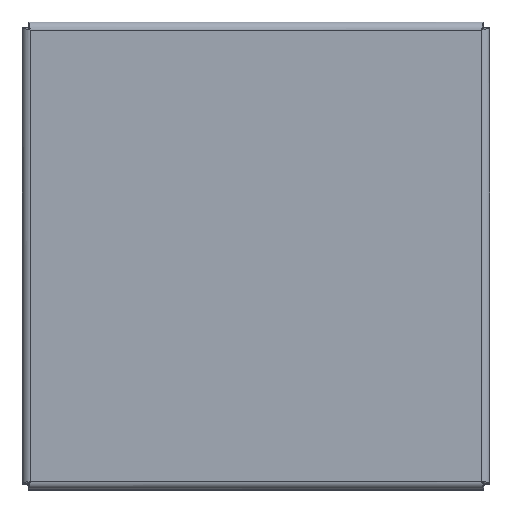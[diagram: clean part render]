
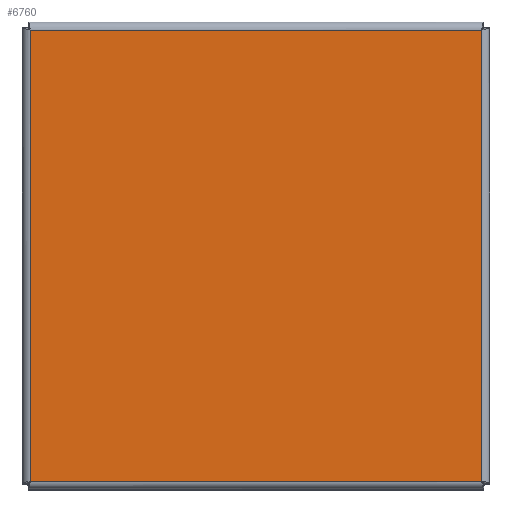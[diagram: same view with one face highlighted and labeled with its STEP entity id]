
A CAD part, top view. The second image highlights one B-rep face of the part: STEP entity #6760.
In plain terms, the highlighted planar face has unit normal (0, 0, 1).
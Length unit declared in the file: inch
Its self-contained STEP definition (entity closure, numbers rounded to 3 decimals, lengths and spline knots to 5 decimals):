
#252 = DIRECTION ( 'NONE',  ( -1., 0., 0. ) ) ;
#401 = ORIENTED_EDGE ( 'NONE', *, *, #3302, .T. ) ;
#524 = DIRECTION ( 'NONE',  ( 1., 0., 0. ) ) ;
#620 = DIRECTION ( 'NONE',  ( 0., -1., 0. ) ) ;
#781 = CARTESIAN_POINT ( 'NONE',  ( 6.01975, 1.58387, 0.074 ) ) ;
#1439 = FACE_OUTER_BOUND ( 'NONE', #4565, .T. ) ;
#1953 = CARTESIAN_POINT ( 'NONE',  ( 0.10525, 4.54113, 0.074 ) ) ;
#2079 = CARTESIAN_POINT ( 'NONE',  ( 3.0625, 3.0625, 0.074 ) ) ;
#2094 = VECTOR ( 'NONE', #620, 39.37008 ) ;
#2595 = VERTEX_POINT ( 'NONE', #4758 ) ;
#2929 = DIRECTION ( 'NONE',  ( 1., 0., 0. ) ) ;
#3019 = AXIS2_PLACEMENT_3D ( 'NONE', #2079, #7975, #2929 ) ;
#3302 = EDGE_CURVE ( 'NONE', #2595, #6928, #4332, .T. ) ;
#3890 = CARTESIAN_POINT ( 'NONE',  ( 1.58387, 0.10525, 0.074 ) ) ;
#3916 = VECTOR ( 'NONE', #5846, 39.37008 ) ;
#4084 = CARTESIAN_POINT ( 'NONE',  ( 6.01975, 6.01975, 0.074 ) ) ;
#4172 = LINE ( 'NONE', #781, #3916 ) ;
#4332 = LINE ( 'NONE', #1953, #2094 ) ;
#4565 = EDGE_LOOP ( 'NONE', ( #6649, #9089, #401, #8876 ) ) ;
#4758 = CARTESIAN_POINT ( 'NONE',  ( 0.10525, 6.01975, 0.074 ) ) ;
#4865 = VECTOR ( 'NONE', #252, 39.37008 ) ;
#4951 = EDGE_CURVE ( 'NONE', #6430, #10120, #4172, .T. ) ;
#5124 = LINE ( 'NONE', #7035, #4865 ) ;
#5846 = DIRECTION ( 'NONE',  ( 0., 1., 0. ) ) ;
#6430 = VERTEX_POINT ( 'NONE', #6526 ) ;
#6526 = CARTESIAN_POINT ( 'NONE',  ( 6.01975, 0.10525, 0.074 ) ) ;
#6649 = ORIENTED_EDGE ( 'NONE', *, *, #4951, .T. ) ;
#6760 = ADVANCED_FACE ( 'NONE', ( #1439 ), #8765, .T. ) ;
#6928 = VERTEX_POINT ( 'NONE', #7369 ) ;
#7035 = CARTESIAN_POINT ( 'NONE',  ( 4.54113, 6.01975, 0.074 ) ) ;
#7369 = CARTESIAN_POINT ( 'NONE',  ( 0.10525, 0.10525, 0.074 ) ) ;
#7562 = VECTOR ( 'NONE', #524, 39.37008 ) ;
#7975 = DIRECTION ( 'NONE',  ( 0., 0., 1. ) ) ;
#8185 = EDGE_CURVE ( 'NONE', #10120, #2595, #5124, .T. ) ;
#8765 = PLANE ( 'NONE',  #3019 ) ;
#8876 = ORIENTED_EDGE ( 'NONE', *, *, #9368, .T. ) ;
#9089 = ORIENTED_EDGE ( 'NONE', *, *, #8185, .T. ) ;
#9368 = EDGE_CURVE ( 'NONE', #6928, #6430, #9776, .T. ) ;
#9776 = LINE ( 'NONE', #3890, #7562 ) ;
#10120 = VERTEX_POINT ( 'NONE', #4084 ) ;
